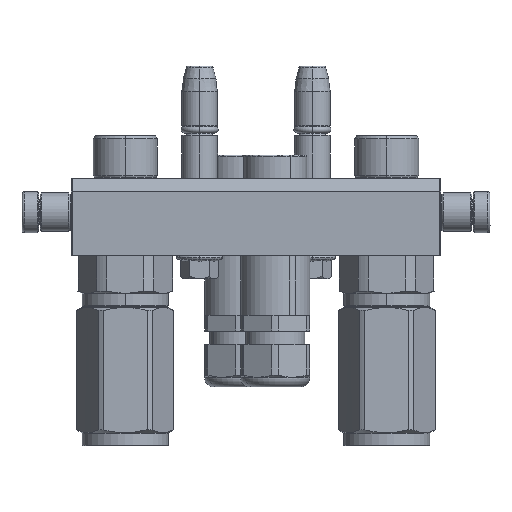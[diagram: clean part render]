
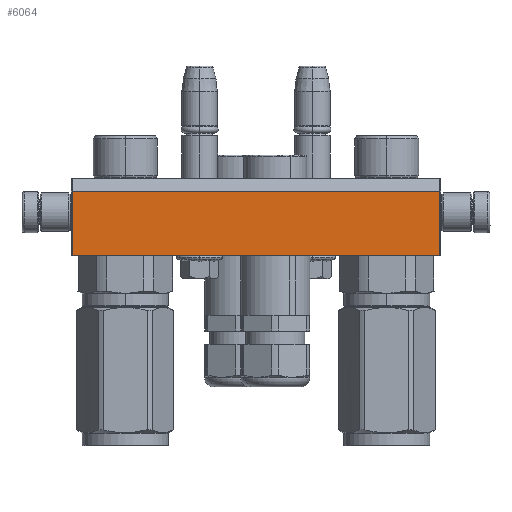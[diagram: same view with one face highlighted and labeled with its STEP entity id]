
A CAD part, left-side view. The second image highlights one B-rep face of the part: STEP entity #6064.
In plain terms, the highlighted face is planar.
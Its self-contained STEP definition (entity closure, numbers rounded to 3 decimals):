
#5 = VERTEX_POINT ( 'NONE', #60798 ) ;
#1527 = EDGE_LOOP ( 'NONE', ( #17321, #65707, #41062, #2958 ) ) ;
#2101 = DIRECTION ( 'NONE',  ( 0., 0., -1. ) ) ;
#2958 = ORIENTED_EDGE ( 'NONE', *, *, #56286, .T. ) ;
#3661 = CARTESIAN_POINT ( 'NONE',  ( 143.5, 30., -90. ) ) ;
#4022 = CARTESIAN_POINT ( 'NONE',  ( 0.5, 5., -90. ) ) ;
#6064 = ADVANCED_FACE ( 'NONE', ( #64142 ), #57727, .T. ) ;
#6191 = CARTESIAN_POINT ( 'NONE',  ( 0.5, 30., -90. ) ) ;
#6247 = VECTOR ( 'NONE', #65017, 1000. ) ;
#10128 = VERTEX_POINT ( 'NONE', #6191 ) ;
#17321 = ORIENTED_EDGE ( 'NONE', *, *, #29204, .F. ) ;
#17537 = AXIS2_PLACEMENT_3D ( 'NONE', #62864, #2101, #37799 ) ;
#19864 = DIRECTION ( 'NONE',  ( -1., 0., 0. ) ) ;
#24249 = EDGE_CURVE ( 'NONE', #5, #26789, #55403, .T. ) ;
#25676 = VECTOR ( 'NONE', #52916, 1000. ) ;
#25805 = VECTOR ( 'NONE', #55102, 1000. ) ;
#26789 = VERTEX_POINT ( 'NONE', #4022 ) ;
#29204 = EDGE_CURVE ( 'NONE', #43125, #10128, #63067, .T. ) ;
#34199 = LINE ( 'NONE', #54751, #6247 ) ;
#37799 = DIRECTION ( 'NONE',  ( -1., 0., 0. ) ) ;
#40876 = LINE ( 'NONE', #43499, #25676 ) ;
#41062 = ORIENTED_EDGE ( 'NONE', *, *, #24249, .T. ) ;
#43125 = VERTEX_POINT ( 'NONE', #3661 ) ;
#43499 = CARTESIAN_POINT ( 'NONE',  ( 143.5, 5., -90. ) ) ;
#43919 = CARTESIAN_POINT ( 'NONE',  ( 143.5, 5., -90. ) ) ;
#50485 = CARTESIAN_POINT ( 'NONE',  ( 143.5, 30., -90. ) ) ;
#52916 = DIRECTION ( 'NONE',  ( 0., 1., 0. ) ) ;
#54751 = CARTESIAN_POINT ( 'NONE',  ( 0.5, 5., -90. ) ) ;
#55102 = DIRECTION ( 'NONE',  ( -1., 0., 0. ) ) ;
#55403 = LINE ( 'NONE', #43919, #25805 ) ;
#56286 = EDGE_CURVE ( 'NONE', #26789, #10128, #34199, .T. ) ;
#56992 = EDGE_CURVE ( 'NONE', #5, #43125, #40876, .T. ) ;
#57727 = PLANE ( 'NONE',  #17537 ) ;
#59012 = VECTOR ( 'NONE', #19864, 1000. ) ;
#60798 = CARTESIAN_POINT ( 'NONE',  ( 143.5, 5., -90. ) ) ;
#62864 = CARTESIAN_POINT ( 'NONE',  ( 144., 0., -90. ) ) ;
#63067 = LINE ( 'NONE', #50485, #59012 ) ;
#64142 = FACE_OUTER_BOUND ( 'NONE', #1527, .T. ) ;
#65017 = DIRECTION ( 'NONE',  ( 0., 1., 0. ) ) ;
#65707 = ORIENTED_EDGE ( 'NONE', *, *, #56992, .F. ) ;
